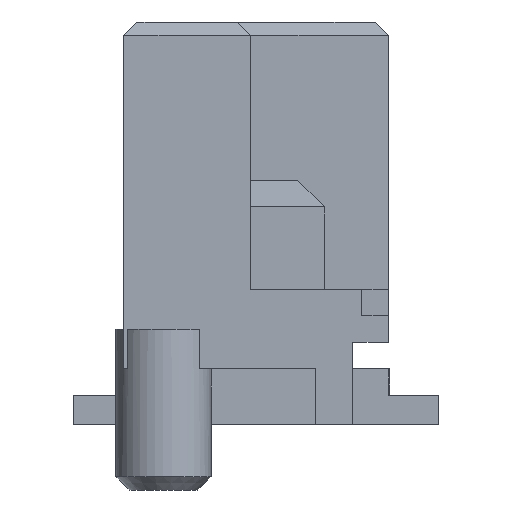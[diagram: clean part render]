
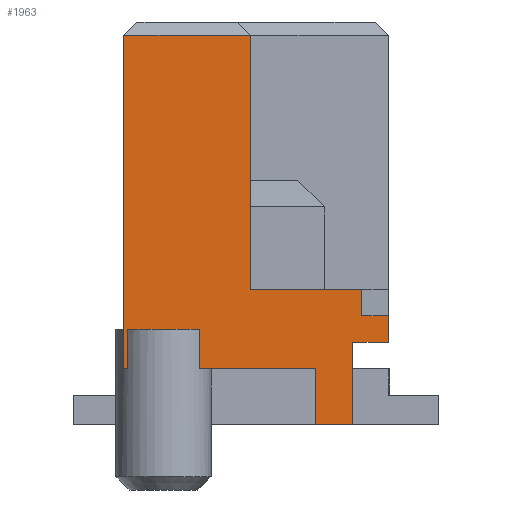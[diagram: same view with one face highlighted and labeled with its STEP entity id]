
A CAD part, front view. The second image highlights one B-rep face of the part: STEP entity #1963.
In plain terms, the highlighted planar face has unit normal (0, -1, 0).
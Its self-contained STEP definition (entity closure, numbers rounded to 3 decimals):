
#12=DIRECTION('',(0.,0.,1.));
#33=VECTOR('',#12,1.);
#45=DIRECTION('',(1.,0.,0.));
#54=VECTOR('',#45,1.);
#65=VECTOR('',#66,1.);
#66=DIRECTION('',(-1.,0.,0.));
#117=CARTESIAN_POINT('',(-2.65,-13.32,1.06));
#234=EDGE_CURVE('',#235,#237,#239,.T.);
#235=VERTEX_POINT('',#236);
#236=CARTESIAN_POINT('',(1.68,-13.32,0.));
#237=VERTEX_POINT('',#238);
#238=CARTESIAN_POINT('',(1.68,-13.32,1.56));
#239=LINE('',#236,#33);
#487=VERTEX_POINT('',#117);
#491=EDGE_CURVE('',#487,#492,#494,.T.);
#492=VERTEX_POINT('',#493);
#493=CARTESIAN_POINT('',(-2.65,-13.32,7.366));
#494=LINE('',#117,#33);
#918=VERTEX_POINT('',#919);
#919=CARTESIAN_POINT('',(2.35,-13.32,1.56));
#923=EDGE_CURVE('',#918,#237,#924,.T.);
#924=LINE('',#925,#65);
#925=CARTESIAN_POINT('',(2.36,-13.32,1.56));
#933=EDGE_CURVE('',#918,#934,#936,.T.);
#934=VERTEX_POINT('',#935);
#935=CARTESIAN_POINT('',(2.35,-13.32,2.06));
#936=LINE('',#937,#33);
#937=CARTESIAN_POINT('',(2.35,-13.32,1.06));
#1377=VERTEX_POINT('',#1378);
#1378=CARTESIAN_POINT('',(1.85,-13.32,2.56));
#1380=ORIENTED_EDGE('',*,*,#1381,.T.);
#1381=EDGE_CURVE('',#1377,#1382,#1384,.T.);
#1382=VERTEX_POINT('',#1383);
#1383=CARTESIAN_POINT('',(-0.25,-13.32,2.56));
#1384=LINE('',#1385,#65);
#1385=CARTESIAN_POINT('',(2.35,-13.32,2.56));
#1963=ADVANCED_FACE('',(#1964),#2025,.T.);
#1964=FACE_BOUND('',#1965,.T.);
#1965=EDGE_LOOP('',(#1966,#1973,#1978,#1981,#1982,#1983,#1984,#1990,#1380,#1994,#2000,#2004,#2005,#2009,#2014,#2022));
#1966=ORIENTED_EDGE('',*,*,#1967,.F.);
#1967=EDGE_CURVE('',#1968,#1970,#1972,.T.);
#1968=VERTEX_POINT('',#1969);
#1969=CARTESIAN_POINT('',(0.98,-13.32,1.06));
#1970=VERTEX_POINT('',#1971);
#1971=CARTESIAN_POINT('',(-1.225,-13.32,1.06));
#1972=LINE('',#937,#65);
#1973=ORIENTED_EDGE('',*,*,#1974,.F.);
#1974=EDGE_CURVE('',#1975,#1968,#1977,.T.);
#1975=VERTEX_POINT('',#1976);
#1976=CARTESIAN_POINT('',(0.98,-13.32,0.));
#1977=LINE('',#1976,#33);
#1978=ORIENTED_EDGE('',*,*,#1979,.T.);
#1979=EDGE_CURVE('',#1975,#235,#1980,.T.);
#1980=LINE('',#1976,#54);
#1981=ORIENTED_EDGE('',*,*,#234,.T.);
#1982=ORIENTED_EDGE('',*,*,#923,.F.);
#1983=ORIENTED_EDGE('',*,*,#933,.T.);
#1984=ORIENTED_EDGE('',*,*,#1985,.T.);
#1985=EDGE_CURVE('',#934,#1986,#1988,.T.);
#1986=VERTEX_POINT('',#1987);
#1987=CARTESIAN_POINT('',(1.85,-13.32,2.06));
#1988=LINE('',#1989,#65);
#1989=CARTESIAN_POINT('',(2.225,-13.32,2.06));
#1990=ORIENTED_EDGE('',*,*,#1991,.T.);
#1991=EDGE_CURVE('',#1986,#1377,#1992,.T.);
#1992=LINE('',#1993,#33);
#1993=CARTESIAN_POINT('',(1.85,-13.32,1.56));
#1994=ORIENTED_EDGE('',*,*,#1995,.T.);
#1995=EDGE_CURVE('',#1382,#1996,#1998,.T.);
#1996=VERTEX_POINT('',#1997);
#1997=CARTESIAN_POINT('',(-0.25,-13.32,7.366));
#1998=LINE('',#1999,#33);
#1999=CARTESIAN_POINT('',(-0.25,-13.32,1.566));
#2000=ORIENTED_EDGE('',*,*,#2001,.F.);
#2001=EDGE_CURVE('',#492,#1996,#2002,.T.);
#2002=LINE('',#2003,#54);
#2003=CARTESIAN_POINT('',(-2.4,-13.32,7.366));
#2004=ORIENTED_EDGE('',*,*,#491,.F.);
#2005=ORIENTED_EDGE('',*,*,#2006,.F.);
#2006=EDGE_CURVE('',#2007,#487,#1972,.T.);
#2007=VERTEX_POINT('',#2008);
#2008=CARTESIAN_POINT('',(-2.575,-13.32,1.06));
#2009=ORIENTED_EDGE('',*,*,#2010,.T.);
#2010=EDGE_CURVE('',#2007,#2011,#2013,.T.);
#2011=VERTEX_POINT('',#2012);
#2012=CARTESIAN_POINT('',(-2.575,-13.32,1.81));
#2013=LINE('',#2012,#33);
#2014=ORIENTED_EDGE('',*,*,#2015,.F.);
#2015=EDGE_CURVE('',#2016,#2011,#2018,.T.);
#2016=VERTEX_POINT('',#2017);
#2017=CARTESIAN_POINT('',(-1.225,-13.32,1.81));
#2018=LINE('',#2019,#2020);
#2019=CARTESIAN_POINT('',(-1.226,-13.32,1.81));
#2020=VECTOR('',#2021,1.);
#2021=DIRECTION('',(-1.,0.,0.));
#2022=ORIENTED_EDGE('',*,*,#2023,.F.);
#2023=EDGE_CURVE('',#1970,#2016,#2024,.T.);
#2024=LINE('',#2017,#33);
#2025=PLANE('',#2026);
#2026=AXIS2_PLACEMENT_3D('',#2027,#2028,#2029);
#2027=CARTESIAN_POINT('',(-0.552,-13.32,3.365));
#2028=DIRECTION('',(0.,-1.,0.));
#2029=DIRECTION('',(0.,0.,-1.));
